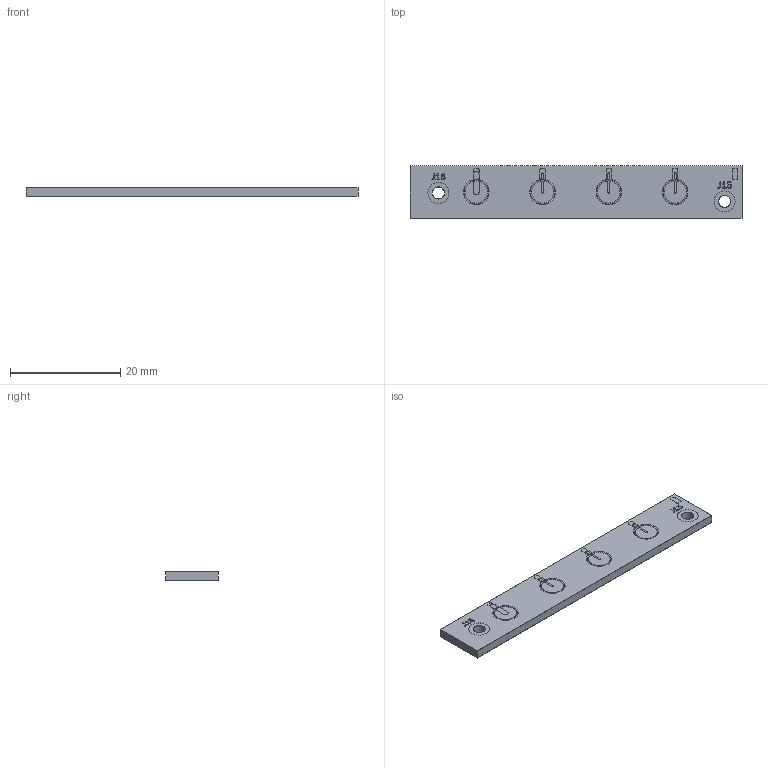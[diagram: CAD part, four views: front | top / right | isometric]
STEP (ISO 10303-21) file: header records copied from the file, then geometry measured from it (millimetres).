
FILE_DESCRIPTION(('KiCad electronic assembly'),'2;1');
FILE_NAME('TOUCH-PCB.step','2025-08-05T11:01:18',('Pcbnew'),('Kicad'), 'Open CASCADE STEP processor 7.9','KiCad to STEP converter','Unknown' );
FILE_SCHEMA(('AUTOMOTIVE_DESIGN { 1 0 10303 214 1 1 1 1 }'));
Length unit declared in the file: millimetre
Products named in the file (6): TOUCH-PCB 1; TOUCH-PCB_copper; TOUCH-PCB_pad; TOUCH-PCB_silkscreen; TOUCH-PCB_soldermask; TOUCH-PCB_PCB
Assembly tree (5 placements, depth 2):
  TOUCH-PCB 1
    TOUCH-PCB_copper
    TOUCH-PCB_pad
    TOUCH-PCB_silkscreen
    TOUCH-PCB_soldermask
    TOUCH-PCB_PCB
Bounding box: 60.1 x 9.5 x 1.66 mm (x, y, z)
Volume: 857 mm3; surface area: 2740.2 mm2
Topology: 38 solids, 62 shells, 303 faces, 915 edges, 712 vertices
Faces by surface type: plane 218, cylinder 85
Full cylindrical faces by diameter (mm): 2.15 x6, 2.2 x4, 3.8 x4, 4 x4
Entity records: 11075 total; most frequent: CARTESIAN_POINT 1936, DIRECTION 1845, ORIENTED_EDGE 1524, EDGE_CURVE 915, VERTEX_POINT 712, AXIS2_PLACEMENT_3D 621, LINE 603, VECTOR 603
